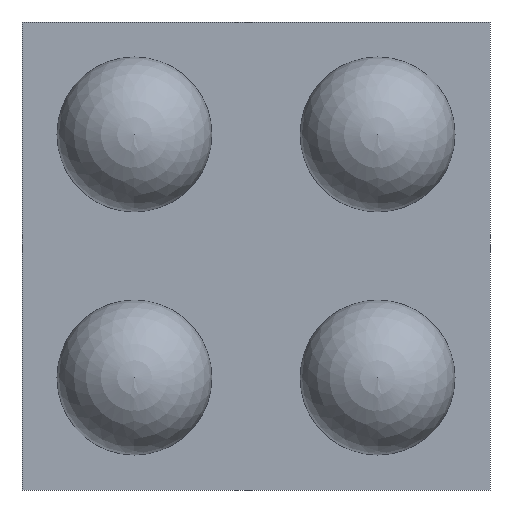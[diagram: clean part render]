
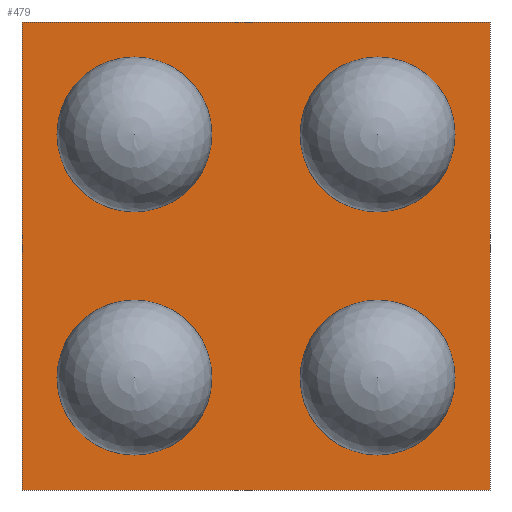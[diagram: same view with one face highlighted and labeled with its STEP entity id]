
A CAD part, front view. The second image highlights one B-rep face of the part: STEP entity #479.
In plain terms, the highlighted planar face has unit normal (0, -1, 0).
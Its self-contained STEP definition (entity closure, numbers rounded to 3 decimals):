
#32 = CARTESIAN_POINT ( 'NONE',  ( -0.385, 0.245, 0.385 ) ) ;
#35 = PLANE ( 'NONE',  #660 ) ;
#40 = ORIENTED_EDGE ( 'NONE', *, *, #513, .T. ) ;
#43 = DIRECTION ( 'NONE',  ( 0., 0., -1. ) ) ;
#58 = CARTESIAN_POINT ( 'NONE',  ( -0.385, 0.245, -0.385 ) ) ;
#66 = DIRECTION ( 'NONE',  ( 1., 0., 0. ) ) ;
#89 = VECTOR ( 'NONE', #299, 1000. ) ;
#90 = VECTOR ( 'NONE', #66, 1000. ) ;
#106 = CARTESIAN_POINT ( 'NONE',  ( 0., 0.245, 0. ) ) ;
#183 = VECTOR ( 'NONE', #592, 1000. ) ;
#259 = EDGE_CURVE ( 'NONE', #539, #655, #315, .T. ) ;
#263 = EDGE_LOOP ( 'NONE', ( #540, #40, #281, #364 ) ) ;
#269 = FACE_OUTER_BOUND ( 'NONE', #263, .T. ) ;
#281 = ORIENTED_EDGE ( 'NONE', *, *, #259, .T. ) ;
#299 = DIRECTION ( 'NONE',  ( 0., 0., 1. ) ) ;
#315 = LINE ( 'NONE', #443, #183 ) ;
#349 = EDGE_CURVE ( 'NONE', #703, #560, #530, .T. ) ;
#364 = ORIENTED_EDGE ( 'NONE', *, *, #431, .T. ) ;
#393 = CARTESIAN_POINT ( 'NONE',  ( 0.385, 0.245, -0.385 ) ) ;
#431 = EDGE_CURVE ( 'NONE', #655, #703, #507, .T. ) ;
#443 = CARTESIAN_POINT ( 'NONE',  ( 0.385, 0.245, 0.385 ) ) ;
#479 = ADVANCED_FACE ( 'NONE', ( #269 ), #35, .T. ) ;
#507 = LINE ( 'NONE', #32, #746 ) ;
#513 = EDGE_CURVE ( 'NONE', #560, #539, #607, .T. ) ;
#526 = CARTESIAN_POINT ( 'NONE',  ( 0.385, 0.245, 0.385 ) ) ;
#530 = LINE ( 'NONE', #565, #90 ) ;
#539 = VERTEX_POINT ( 'NONE', #526 ) ;
#540 = ORIENTED_EDGE ( 'NONE', *, *, #349, .T. ) ;
#560 = VERTEX_POINT ( 'NONE', #665 ) ;
#565 = CARTESIAN_POINT ( 'NONE',  ( -0.385, 0.245, -0.385 ) ) ;
#592 = DIRECTION ( 'NONE',  ( -1., 0., 0. ) ) ;
#598 = DIRECTION ( 'NONE',  ( 0., -1., 0. ) ) ;
#607 = LINE ( 'NONE', #393, #89 ) ;
#655 = VERTEX_POINT ( 'NONE', #741 ) ;
#660 = AXIS2_PLACEMENT_3D ( 'NONE', #106, #598, #43 ) ;
#665 = CARTESIAN_POINT ( 'NONE',  ( 0.385, 0.245, -0.385 ) ) ;
#700 = DIRECTION ( 'NONE',  ( 0., 0., -1. ) ) ;
#703 = VERTEX_POINT ( 'NONE', #58 ) ;
#741 = CARTESIAN_POINT ( 'NONE',  ( -0.385, 0.245, 0.385 ) ) ;
#746 = VECTOR ( 'NONE', #700, 1000. ) ;
